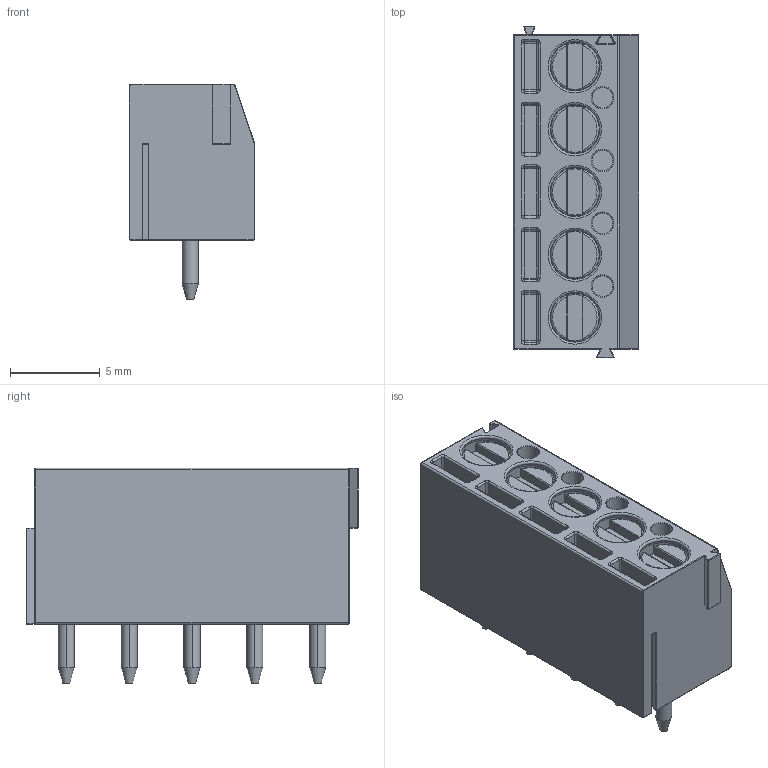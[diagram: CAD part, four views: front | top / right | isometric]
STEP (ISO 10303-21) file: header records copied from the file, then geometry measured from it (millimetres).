
FILE_DESCRIPTION(/* description */ (''),/* implementation_level */ '2;1');
FILE_NAME(/* name */ 'OST - OSTTE050161.step',/* time_stamp */ '2020-07-13T00:14:25+01:00',/* author */ (''),/* organization */ (''),/* preprocessor_version */ 'ST-DEVELOPER v18.1',/* originating_system */ 'Autodesk Translation Framework v9.3.0.1241',/* authorisation */ '');
FILE_SCHEMA (('AUTOMOTIVE_DESIGN { 1 0 10303 214 3 1 1 }'));
Products named in the file (1): OST - OSTTE050161
Bounding box: 7 x 18.5 x 12.02 mm (x, y, z)
Volume: 714 mm3; surface area: 2221.9 mm2
Topology: 1 solids, 1 shells, 1734 faces, 4273 edges, 2575 vertices
Faces by surface type: cylinder 716, plane 420, bspline 233, torus 185, sphere 140, cone 40
Full cylindrical faces by diameter (mm): 0.283 x5, 1.2 x4, 1.478 x15, 1.933 x25, 2 x10, 2.074 x5, 2.2 x5, 2.675 x5, 2.875 x5
Entity records: 65237 total; most frequent: CARTESIAN_POINT 24906, ORIENTED_EDGE 8546, DIRECTION 7930, EDGE_CURVE 4273, AXIS2_PLACEMENT_3D 3034, VERTEX_POINT 2575, LINE 1862, VECTOR 1862
